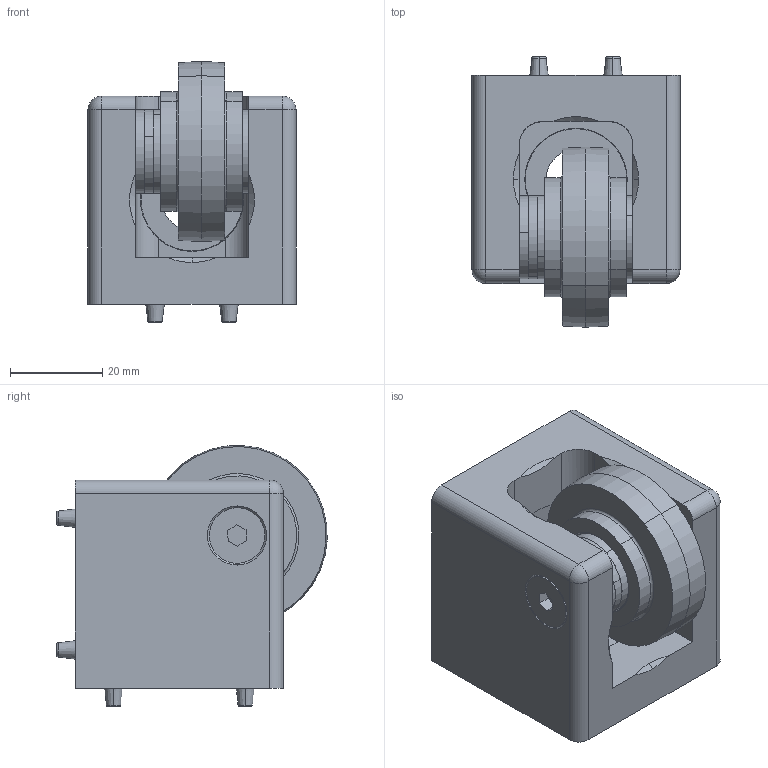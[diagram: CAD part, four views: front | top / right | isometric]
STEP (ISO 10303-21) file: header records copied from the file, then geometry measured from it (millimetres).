
FILE_DESCRIPTION(('STEP AP214'),'1');
FILE_NAME('fath_093098.stp','2017-04-24T06:57:09',('TraceParts'),('TraceParts S.A.'),'Spatial InterOp 3D',' ',' ');
FILE_SCHEMA(('automotive_design'));
Length unit declared in the file: millimetre
Products named in the file (20): fath_093098_1; fath_093098_2; fath_093098_3; fath_093098_4; fath_093098_5; fath_093098_6; fath_093098_7; fath_093098_8; fath_093098_9; fath_093098_10; fath_093098_11; fath_093098_12; fath_093098_13; fath_093098_14; fath_093098_15; fath_093098_16; fath_093098_17; fath_093098_18; fath_093098_19; fath_093098_20
Bounding box: 45 x 58.48 x 56.48 mm (x, y, z)
Volume: 72691.7 mm3; surface area: 27537.6 mm2
Topology: 20 solids, 20 shells, 304 faces, 660 edges, 392 vertices
Faces by surface type: cone 95, cylinder 90, plane 65, torus 36, sphere 18
Entity records: 11298 total; most frequent: DIRECTION 1668, CARTESIAN_POINT 1503, ORIENTED_EDGE 1284, AXIS2_PLACEMENT_3D 715, EDGE_CURVE 642, VERTEX_POINT 392, CIRCLE 391, EDGE_LOOP 354
